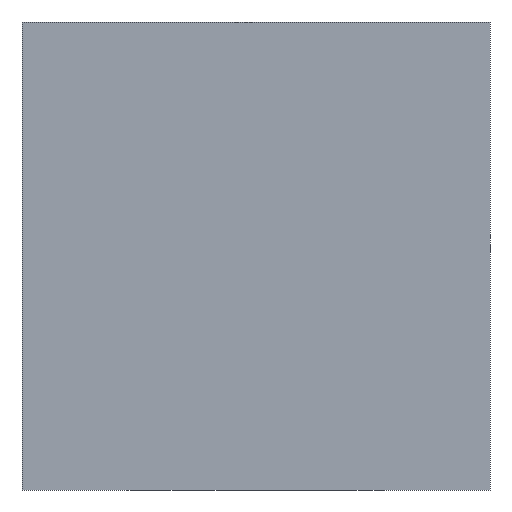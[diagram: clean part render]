
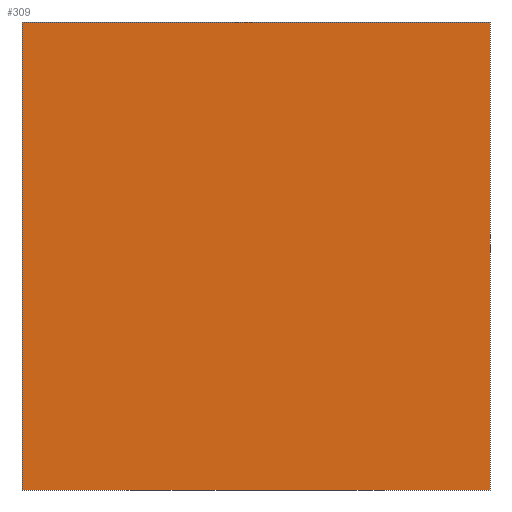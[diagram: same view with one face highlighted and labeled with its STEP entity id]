
A CAD part, front view. The second image highlights one B-rep face of the part: STEP entity #309.
In plain terms, the highlighted planar face has unit normal (0, -1, 0).
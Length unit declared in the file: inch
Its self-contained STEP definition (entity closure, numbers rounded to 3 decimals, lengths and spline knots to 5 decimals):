
#1 = CARTESIAN_POINT ( 'NONE',  ( 0.25, 0., -0.25 ) ) ;
#23 = VECTOR ( 'NONE', #187, 39.37008 ) ;
#28 = DIRECTION ( 'NONE',  ( 0., -1., 0. ) ) ;
#29 = VERTEX_POINT ( 'NONE', #306 ) ;
#32 = CARTESIAN_POINT ( 'NONE',  ( 0.25, 0., 0.25 ) ) ;
#48 = EDGE_CURVE ( 'NONE', #29, #260, #220, .T. ) ;
#54 = DIRECTION ( 'NONE',  ( 0., 0., 1. ) ) ;
#62 = ORIENTED_EDGE ( 'NONE', *, *, #387, .F. ) ;
#72 = EDGE_CURVE ( 'NONE', #125, #301, #361, .T. ) ;
#75 = VECTOR ( 'NONE', #167, 39.37008 ) ;
#85 = EDGE_CURVE ( 'NONE', #301, #29, #283, .T. ) ;
#103 = CARTESIAN_POINT ( 'NONE',  ( 0., 0., 0. ) ) ;
#125 = VERTEX_POINT ( 'NONE', #286 ) ;
#134 = FACE_OUTER_BOUND ( 'NONE', #138, .T. ) ;
#138 = EDGE_LOOP ( 'NONE', ( #400, #62, #172, #404 ) ) ;
#167 = DIRECTION ( 'NONE',  ( 0., 0., -1. ) ) ;
#172 = ORIENTED_EDGE ( 'NONE', *, *, #48, .F. ) ;
#187 = DIRECTION ( 'NONE',  ( -1., 0., 0. ) ) ;
#220 = LINE ( 'NONE', #346, #388 ) ;
#232 = PLANE ( 'NONE',  #295 ) ;
#248 = DIRECTION ( 'NONE',  ( 1., 0., 0. ) ) ;
#255 = VECTOR ( 'NONE', #248, 39.37008 ) ;
#260 = VERTEX_POINT ( 'NONE', #371 ) ;
#274 = CARTESIAN_POINT ( 'NONE',  ( -0.25, 0., 0.25 ) ) ;
#277 = LINE ( 'NONE', #274, #255 ) ;
#279 = CARTESIAN_POINT ( 'NONE',  ( -0.25, 0., -0.25 ) ) ;
#283 = LINE ( 'NONE', #279, #23 ) ;
#286 = CARTESIAN_POINT ( 'NONE',  ( 0.25, 0., 0.25 ) ) ;
#295 = AXIS2_PLACEMENT_3D ( 'NONE', #103, #28, #334 ) ;
#301 = VERTEX_POINT ( 'NONE', #1 ) ;
#306 = CARTESIAN_POINT ( 'NONE',  ( -0.25, 0., -0.25 ) ) ;
#309 = ADVANCED_FACE ( 'NONE', ( #134 ), #232, .T. ) ;
#334 = DIRECTION ( 'NONE',  ( 0., 0., -1. ) ) ;
#346 = CARTESIAN_POINT ( 'NONE',  ( -0.25, 0., 0.25 ) ) ;
#361 = LINE ( 'NONE', #32, #75 ) ;
#371 = CARTESIAN_POINT ( 'NONE',  ( -0.25, 0., 0.25 ) ) ;
#387 = EDGE_CURVE ( 'NONE', #260, #125, #277, .T. ) ;
#388 = VECTOR ( 'NONE', #54, 39.37008 ) ;
#400 = ORIENTED_EDGE ( 'NONE', *, *, #72, .F. ) ;
#404 = ORIENTED_EDGE ( 'NONE', *, *, #85, .F. ) ;
